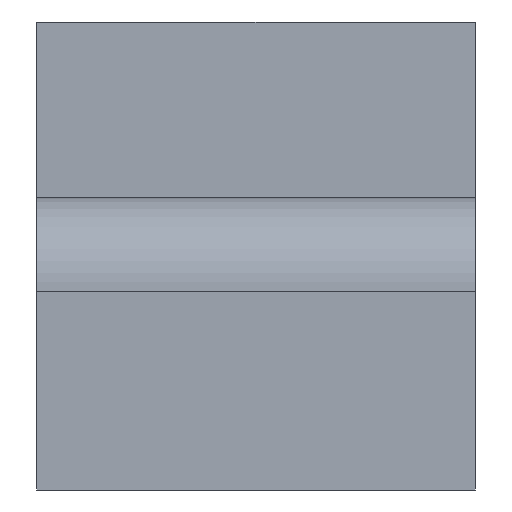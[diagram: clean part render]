
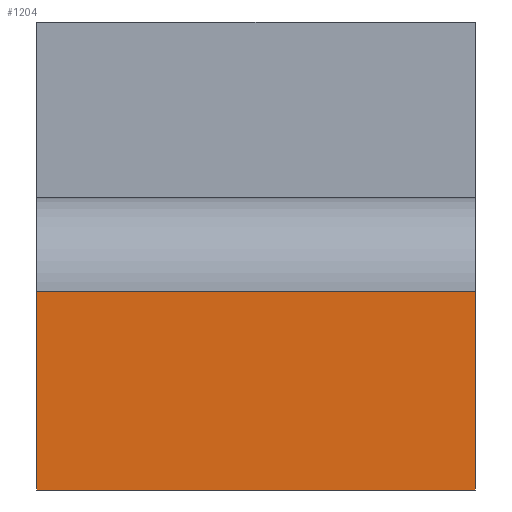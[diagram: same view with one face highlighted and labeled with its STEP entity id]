
A CAD part, left-side view. The second image highlights one B-rep face of the part: STEP entity #1204.
In plain terms, the highlighted free-form (B-spline) face has degree [1, 1] with [2, 2] control points.
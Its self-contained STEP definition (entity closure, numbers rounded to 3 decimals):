
#1045=CARTESIAN_POINT('',(-20.0,-7.5,-3.2));
#1046=VERTEX_POINT('',#1045);
#1060=CARTESIAN_POINT('',(-20.0,-7.5,-10.0));
#1061=VERTEX_POINT('',#1060);
#1062=CARTESIAN_POINT('',(-20.0,-7.5,-3.2));
#1063=CARTESIAN_POINT('',(-20.0,-7.5,-10.0));
#1064=QUASI_UNIFORM_CURVE('',1,(#1062,#1063),.UNSPECIFIED.,.F.,.U.);
#1065=EDGE_CURVE('',#1046,#1061,#1064,.T.);
#1089=CARTESIAN_POINT('',(-20.0,7.5,-10.0));
#1090=VERTEX_POINT('',#1089);
#1096=CARTESIAN_POINT('',(-20.0,7.5,-3.2));
#1097=VERTEX_POINT('',#1096);
#1098=CARTESIAN_POINT('',(-20.0,7.5,-3.2));
#1099=CARTESIAN_POINT('',(-20.0,7.5,-10.0));
#1100=QUASI_UNIFORM_CURVE('',1,(#1098,#1099),.UNSPECIFIED.,.F.,.U.);
#1101=EDGE_CURVE('',#1097,#1090,#1100,.T.);
#1175=CARTESIAN_POINT('',(-20.0,7.5,-10.0));
#1176=CARTESIAN_POINT('',(-20.0,-7.5,-10.0));
#1177=QUASI_UNIFORM_CURVE('',1,(#1175,#1176),.UNSPECIFIED.,.F.,.U.);
#1178=EDGE_CURVE('',#1090,#1061,#1177,.T.);
#1189=CARTESIAN_POINT('',(-20.0,-8.249,-10.34));
#1190=CARTESIAN_POINT('',(-20.0,-8.249,-2.86));
#1191=CARTESIAN_POINT('',(-20.0,8.249,-10.34));
#1192=CARTESIAN_POINT('',(-20.0,8.249,-2.86));
#1193=B_SPLINE_SURFACE_WITH_KNOTS('',1,1,((#1189,#1191),(#1190,#1192)),.UNSPECIFIED.,.F.,.F.,.U.,(2,2),(2,2),(0.0,7.479),(0.0,16.499),.UNSPECIFIED.);
#1194=ORIENTED_EDGE('',*,*,#1065,.F.);
#1195=CARTESIAN_POINT('',(-20.0,7.5,-3.2));
#1196=CARTESIAN_POINT('',(-20.0,-7.5,-3.2));
#1197=QUASI_UNIFORM_CURVE('',1,(#1195,#1196),.UNSPECIFIED.,.F.,.U.);
#1198=EDGE_CURVE('',#1097,#1046,#1197,.T.);
#1199=ORIENTED_EDGE('',*,*,#1198,.F.);
#1200=ORIENTED_EDGE('',*,*,#1101,.T.);
#1201=ORIENTED_EDGE('',*,*,#1178,.T.);
#1202=EDGE_LOOP('',(#1194,#1199,#1200,#1201));
#1203=FACE_OUTER_BOUND('',#1202,.T.);
#1204=ADVANCED_FACE('',(#1203),#1193,.T.);
